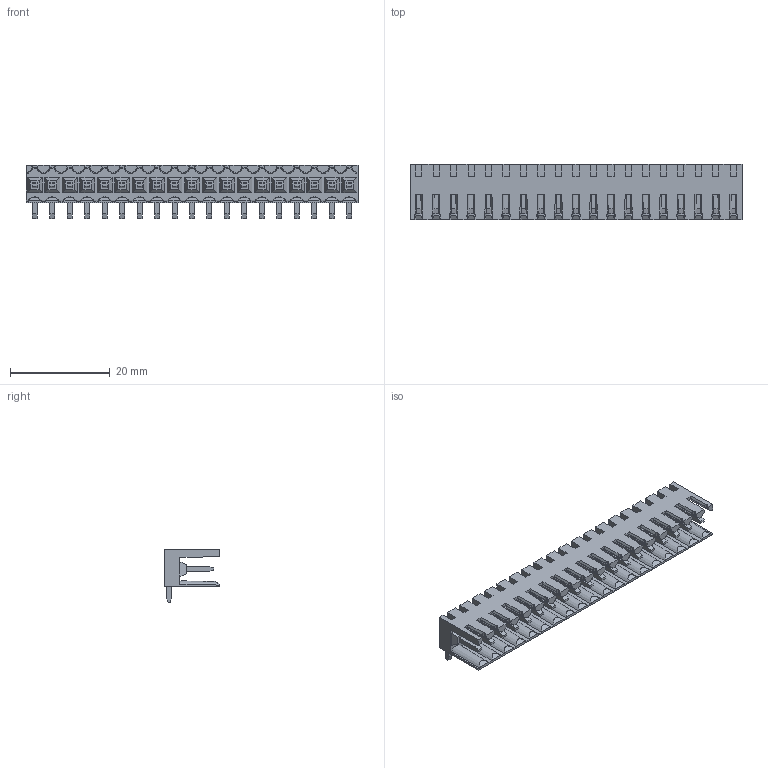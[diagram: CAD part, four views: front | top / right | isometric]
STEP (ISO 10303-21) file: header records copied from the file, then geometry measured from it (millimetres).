
FILE_DESCRIPTION(('CATIA V5 STEP Exchange','CAx-IF Rec.Pracs.--- Model Styling and Organization---1.2---2011-12-15'),'2;1');
FILE_NAME ('D1453603_0_1619010000_1619010000.stp','2018-10-10T04:50:24+00:00',('none'),('Weidmueller'),'CATIA Version 5-6 Release 2014','CATIA V5 STEP AP214','none');
FILE_SCHEMA(('AUTOMOTIVE_DESIGN { 1 0 10303 214 1 1 1 1 }'));
Length unit declared in the file: millimetre
Products named in the file (1): 1619010000
Bounding box: 66.5 x 11.05 x 10.65 mm (x, y, z)
Volume: 2402.5 mm3; surface area: 5712.2 mm2
Topology: 20 solids, 20 shells, 1169 faces, 3454 edges, 2325 vertices
Faces by surface type: plane 960, cylinder 152, cone 57
Entity records: 36254 total; most frequent: CARTESIAN_POINT 8379, ORIENTED_EDGE 6908, DIRECTION 4029, EDGE_CURVE 3454, VECTOR 2445, LINE 2445, VERTEX_POINT 2325, EDGE_LOOP 1207
